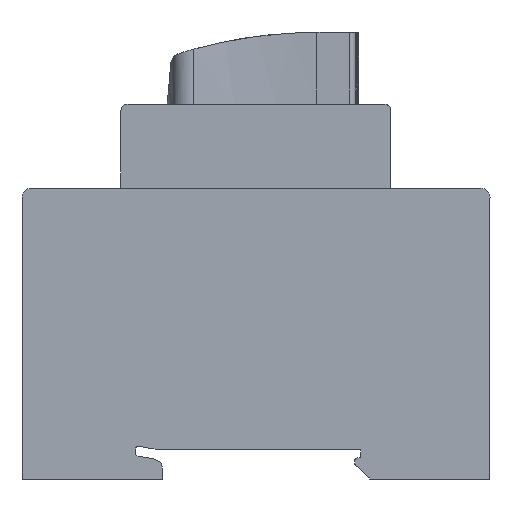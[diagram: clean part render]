
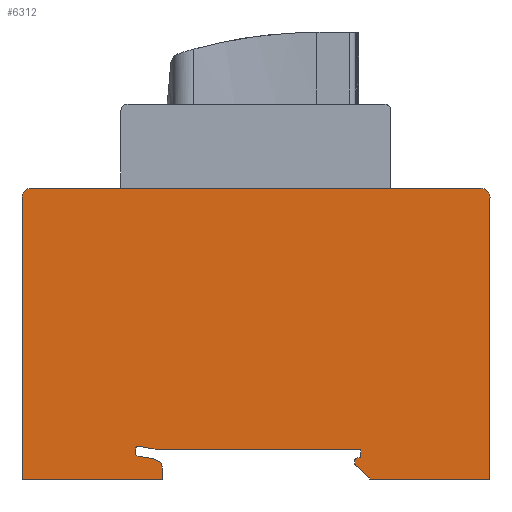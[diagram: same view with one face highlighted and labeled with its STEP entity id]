
A CAD part, left-side view. The second image highlights one B-rep face of the part: STEP entity #6312.
In plain terms, the highlighted planar face has unit normal (-1, 0, 0).
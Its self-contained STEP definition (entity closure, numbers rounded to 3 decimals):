
#5319=CARTESIAN_POINT('',(0.0,38.999,-5.));
#5320=VERTEX_POINT('',#5319);
#5327=CARTESIAN_POINT('',(0.0,38.999,42.1));
#5328=VERTEX_POINT('',#5327);
#5329=CARTESIAN_POINT('',(0.,38.999,-5.));
#5330=DIRECTION('',(0.0,0.0,1.0));
#5331=VECTOR('',#5330,47.1);
#5332=LINE('',#5329,#5331);
#5333=EDGE_CURVE('',#5320,#5328,#5332,.T.);
#5410=CARTESIAN_POINT('',(0.0,37.5,43.6));
#5411=VERTEX_POINT('',#5410);
#5412=CARTESIAN_POINT('',(0.0,37.5,42.1));
#5413=DIRECTION('',(1.0,0.,0.));
#5414=DIRECTION('',(0.,0.707,0.707));
#5415=AXIS2_PLACEMENT_3D('',#5412,#5413,#5414);
#5416=CIRCLE('',#5415,1.5);
#5417=EDGE_CURVE('',#5328,#5411,#5416,.T.);
#5454=CARTESIAN_POINT('',(0.0,-39.001,42.1));
#5455=VERTEX_POINT('',#5454);
#5462=CARTESIAN_POINT('',(0.0,-39.001,-5.));
#5463=VERTEX_POINT('',#5462);
#5464=CARTESIAN_POINT('',(0.,-39.001,42.1));
#5465=DIRECTION('',(0.,0.,-1.0));
#5466=VECTOR('',#5465,47.1);
#5467=LINE('',#5464,#5466);
#5468=EDGE_CURVE('',#5455,#5463,#5467,.T.);
#5501=CARTESIAN_POINT('',(0.0,-37.5,43.6));
#5502=VERTEX_POINT('',#5501);
#5509=CARTESIAN_POINT('',(0.0,-37.501,42.1));
#5510=DIRECTION('',(1.0,0.,0.));
#5511=DIRECTION('',(0.,-0.707,0.707));
#5512=AXIS2_PLACEMENT_3D('',#5509,#5510,#5511);
#5513=CIRCLE('',#5512,1.5);
#5514=EDGE_CURVE('',#5502,#5455,#5513,.T.);
#5584=CARTESIAN_POINT('',(0.0,-17.301,0.0));
#5585=VERTEX_POINT('',#5584);
#5586=CARTESIAN_POINT('',(0.0,16.165,0.0));
#5587=VERTEX_POINT('',#5586);
#5588=CARTESIAN_POINT('',(0.0,-17.301,0.0));
#5589=DIRECTION('',(0.0,1.0,0.0));
#5590=VECTOR('',#5589,33.466);
#5591=LINE('',#5588,#5590);
#5592=EDGE_CURVE('',#5585,#5587,#5591,.T.);
#5624=CARTESIAN_POINT('',(0.0,19.002,0.5));
#5625=VERTEX_POINT('',#5624);
#5626=CARTESIAN_POINT('',(0.,16.165,0.0));
#5627=DIRECTION('',(0.,0.985,0.174));
#5628=VECTOR('',#5627,2.88);
#5629=LINE('',#5626,#5628);
#5630=EDGE_CURVE('',#5587,#5625,#5629,.T.);
#5655=CARTESIAN_POINT('',(0.0,19.8,0.5));
#5656=VERTEX_POINT('',#5655);
#5657=CARTESIAN_POINT('',(0.0,19.002,0.5));
#5658=DIRECTION('',(0.0,1.0,0.0));
#5659=VECTOR('',#5658,0.798);
#5660=LINE('',#5657,#5659);
#5661=EDGE_CURVE('',#5625,#5656,#5660,.T.);
#5686=CARTESIAN_POINT('',(0.0,19.999,0.3));
#5687=VERTEX_POINT('',#5686);
#5688=CARTESIAN_POINT('',(0.0,19.799,0.3));
#5689=DIRECTION('',(-1.0,0.,0.));
#5690=DIRECTION('',(0.,0.708,0.706));
#5691=AXIS2_PLACEMENT_3D('',#5688,#5689,#5690);
#5692=CIRCLE('',#5691,0.2);
#5693=EDGE_CURVE('',#5656,#5687,#5692,.T.);
#5719=CARTESIAN_POINT('',(0.0,19.999,-0.832));
#5720=VERTEX_POINT('',#5719);
#5721=CARTESIAN_POINT('',(0.,19.999,0.3));
#5722=DIRECTION('',(0.0,0.0,-1.0));
#5723=VECTOR('',#5722,1.132);
#5724=LINE('',#5721,#5723);
#5725=EDGE_CURVE('',#5687,#5720,#5724,.T.);
#5750=CARTESIAN_POINT('',(0.0,19.834,-1.029));
#5751=VERTEX_POINT('',#5750);
#5752=CARTESIAN_POINT('',(0.0,19.799,-0.832));
#5753=DIRECTION('',(-1.0,0.,0.));
#5754=DIRECTION('',(0.,0.766,-0.643));
#5755=AXIS2_PLACEMENT_3D('',#5752,#5753,#5754);
#5756=CIRCLE('',#5755,0.2);
#5757=EDGE_CURVE('',#5720,#5751,#5756,.T.);
#5783=CARTESIAN_POINT('',(0.0,16.904,-1.545));
#5784=VERTEX_POINT('',#5783);
#5785=CARTESIAN_POINT('',(0.,19.834,-1.029));
#5786=DIRECTION('',(0.,-0.985,-0.173));
#5787=VECTOR('',#5786,2.975);
#5788=LINE('',#5785,#5787);
#5789=EDGE_CURVE('',#5751,#5784,#5788,.T.);
#5814=CARTESIAN_POINT('',(0.0,15.897,-2.127));
#5815=VERTEX_POINT('',#5814);
#5816=CARTESIAN_POINT('',(0.,16.904,-1.545));
#5817=DIRECTION('',(0.,-0.866,-0.5));
#5818=VECTOR('',#5817,1.163);
#5819=LINE('',#5816,#5818);
#5820=EDGE_CURVE('',#5784,#5815,#5819,.T.);
#5845=CARTESIAN_POINT('',(0.0,15.499,-3.22));
#5846=VERTEX_POINT('',#5845);
#5847=CARTESIAN_POINT('',(0.,15.897,-2.127));
#5848=DIRECTION('',(0.,-0.342,-0.94));
#5849=VECTOR('',#5848,1.163);
#5850=LINE('',#5847,#5849);
#5851=EDGE_CURVE('',#5815,#5846,#5850,.T.);
#5876=CARTESIAN_POINT('',(0.0,15.499,-5.));
#5877=VERTEX_POINT('',#5876);
#5878=CARTESIAN_POINT('',(0.,15.499,-3.22));
#5879=DIRECTION('',(0.0,0.0,-1.0));
#5880=VECTOR('',#5879,1.78);
#5881=LINE('',#5878,#5880);
#5882=EDGE_CURVE('',#5846,#5877,#5881,.T.);
#5907=CARTESIAN_POINT('',(0.0,15.499,-5.));
#5908=DIRECTION('',(0.0,1.0,0.0));
#5909=VECTOR('',#5908,23.5);
#5910=LINE('',#5907,#5909);
#5911=EDGE_CURVE('',#5877,#5320,#5910,.T.);
#5931=CARTESIAN_POINT('',(0.0,37.5,43.6));
#5932=DIRECTION('',(0.0,-1.0,0.0));
#5933=VECTOR('',#5932,75.);
#5934=LINE('',#5931,#5933);
#5935=EDGE_CURVE('',#5411,#5502,#5934,.T.);
#5975=CARTESIAN_POINT('',(0.0,-19.,-5.));
#5976=VERTEX_POINT('',#5975);
#5977=CARTESIAN_POINT('',(0.0,-39.001,-5.));
#5978=DIRECTION('',(0.0,1.0,0.0));
#5979=VECTOR('',#5978,20.001);
#5980=LINE('',#5977,#5979);
#5981=EDGE_CURVE('',#5463,#5976,#5980,.T.);
#6006=CARTESIAN_POINT('',(0.0,-19.,-4.7));
#6007=VERTEX_POINT('',#6006);
#6008=CARTESIAN_POINT('',(0.,-19.,-5.));
#6009=DIRECTION('',(0.0,0.0,1.0));
#6010=VECTOR('',#6009,0.3);
#6011=LINE('',#6008,#6010);
#6012=EDGE_CURVE('',#5976,#6007,#6011,.T.);
#6037=CARTESIAN_POINT('',(0.0,-16.569,-2.56));
#6038=VERTEX_POINT('',#6037);
#6039=CARTESIAN_POINT('',(0.,-19.,-4.7));
#6040=DIRECTION('',(0.,0.751,0.661));
#6041=VECTOR('',#6040,3.239);
#6042=LINE('',#6039,#6041);
#6043=EDGE_CURVE('',#6007,#6038,#6042,.T.);
#6068=CARTESIAN_POINT('',(0.0,-16.5,-2.41));
#6069=VERTEX_POINT('',#6068);
#6070=CARTESIAN_POINT('',(0.0,-16.699,-2.41));
#6071=DIRECTION('',(1.0,0.,0.));
#6072=DIRECTION('',(0.,0.91,-0.415));
#6073=AXIS2_PLACEMENT_3D('',#6070,#6071,#6072);
#6074=CIRCLE('',#6073,0.199);
#6075=EDGE_CURVE('',#6038,#6069,#6074,.T.);
#6101=CARTESIAN_POINT('',(0.0,-16.5,-1.621));
#6102=VERTEX_POINT('',#6101);
#6103=CARTESIAN_POINT('',(0.,-16.5,-2.41));
#6104=DIRECTION('',(0.0,0.0,1.0));
#6105=VECTOR('',#6104,0.789);
#6106=LINE('',#6103,#6105);
#6107=EDGE_CURVE('',#6069,#6102,#6106,.T.);
#6132=CARTESIAN_POINT('',(0.0,-16.647,-1.429));
#6133=VERTEX_POINT('',#6132);
#6134=CARTESIAN_POINT('',(0.0,-16.7,-1.621));
#6135=DIRECTION('',(1.0,0.,0.));
#6136=DIRECTION('',(0.,0.795,0.606));
#6137=AXIS2_PLACEMENT_3D('',#6134,#6135,#6136);
#6138=CIRCLE('',#6137,0.2);
#6139=EDGE_CURVE('',#6102,#6133,#6138,.T.);
#6165=CARTESIAN_POINT('',(0.0,-17.354,-1.239));
#6166=VERTEX_POINT('',#6165);
#6167=CARTESIAN_POINT('',(0.,-16.647,-1.429));
#6168=DIRECTION('',(0.,-0.966,0.259));
#6169=VECTOR('',#6168,0.732);
#6170=LINE('',#6167,#6169);
#6171=EDGE_CURVE('',#6133,#6166,#6170,.T.);
#6196=CARTESIAN_POINT('',(0.0,-17.501,-1.046));
#6197=VERTEX_POINT('',#6196);
#6198=CARTESIAN_POINT('',(0.0,-17.301,-1.047));
#6199=DIRECTION('',(-1.0,0.,0.));
#6200=DIRECTION('',(0.,-0.795,-0.606));
#6201=AXIS2_PLACEMENT_3D('',#6198,#6199,#6200);
#6202=CIRCLE('',#6201,0.2);
#6203=EDGE_CURVE('',#6166,#6197,#6202,.T.);
#6229=CARTESIAN_POINT('',(0.0,-17.501,-0.2));
#6230=VERTEX_POINT('',#6229);
#6231=CARTESIAN_POINT('',(0.,-17.501,-1.046));
#6232=DIRECTION('',(0.0,0.0,1.0));
#6233=VECTOR('',#6232,0.847);
#6234=LINE('',#6231,#6233);
#6235=EDGE_CURVE('',#6197,#6230,#6234,.T.);
#6260=CARTESIAN_POINT('',(0.0,-17.301,-0.2));
#6261=DIRECTION('',(-1.0,0.,0.));
#6262=DIRECTION('',(0.,-0.707,0.708));
#6263=AXIS2_PLACEMENT_3D('',#6260,#6261,#6262);
#6264=CIRCLE('',#6263,0.2);
#6265=EDGE_CURVE('',#6230,#5585,#6264,.T.);
#6279=CARTESIAN_POINT('',(0.0,0.52,18.387));
#6280=DIRECTION('',(-1.0,0.0,0.0));
#6281=DIRECTION('',(0.0,0.0,1.0));
#6282=AXIS2_PLACEMENT_3D('',#6279,#6280,#6281);
#6283=PLANE('',#6282);
#6284=ORIENTED_EDGE('',*,*,#5592,.F.);
#6285=ORIENTED_EDGE('',*,*,#6265,.F.);
#6286=ORIENTED_EDGE('',*,*,#6235,.F.);
#6287=ORIENTED_EDGE('',*,*,#6203,.F.);
#6288=ORIENTED_EDGE('',*,*,#6171,.F.);
#6289=ORIENTED_EDGE('',*,*,#6139,.F.);
#6290=ORIENTED_EDGE('',*,*,#6107,.F.);
#6291=ORIENTED_EDGE('',*,*,#6075,.F.);
#6292=ORIENTED_EDGE('',*,*,#6043,.F.);
#6293=ORIENTED_EDGE('',*,*,#6012,.F.);
#6294=ORIENTED_EDGE('',*,*,#5981,.F.);
#6295=ORIENTED_EDGE('',*,*,#5468,.F.);
#6296=ORIENTED_EDGE('',*,*,#5514,.F.);
#6297=ORIENTED_EDGE('',*,*,#5935,.F.);
#6298=ORIENTED_EDGE('',*,*,#5417,.F.);
#6299=ORIENTED_EDGE('',*,*,#5333,.F.);
#6300=ORIENTED_EDGE('',*,*,#5911,.F.);
#6301=ORIENTED_EDGE('',*,*,#5882,.F.);
#6302=ORIENTED_EDGE('',*,*,#5851,.F.);
#6303=ORIENTED_EDGE('',*,*,#5820,.F.);
#6304=ORIENTED_EDGE('',*,*,#5789,.F.);
#6305=ORIENTED_EDGE('',*,*,#5757,.F.);
#6306=ORIENTED_EDGE('',*,*,#5725,.F.);
#6307=ORIENTED_EDGE('',*,*,#5693,.F.);
#6308=ORIENTED_EDGE('',*,*,#5661,.F.);
#6309=ORIENTED_EDGE('',*,*,#5630,.F.);
#6310=EDGE_LOOP('',(#6284,#6285,#6286,#6287,#6288,#6289,#6290,#6291,#6292,#6293,#6294,#6295,#6296,#6297,#6298,#6299,#6300,#6301,#6302,#6303,#6304,#6305,#6306,#6307,#6308,#6309));
#6311=FACE_OUTER_BOUND('',#6310,.T.);
#6312=ADVANCED_FACE('',(#6311),#6283,.T.);
